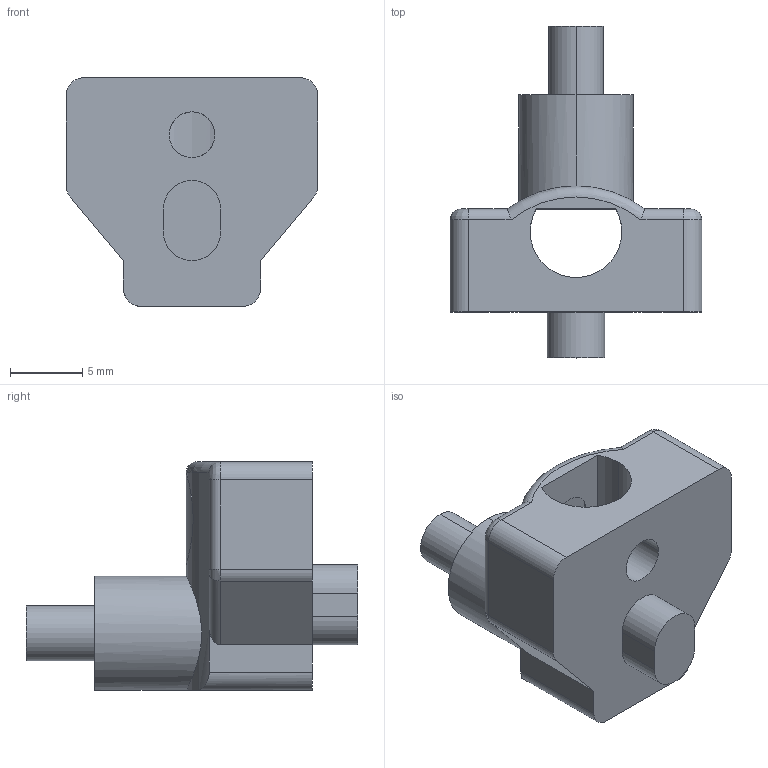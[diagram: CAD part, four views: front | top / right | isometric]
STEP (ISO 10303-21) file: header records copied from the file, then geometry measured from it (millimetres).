
FILE_DESCRIPTION(('produced by SPATIAL CORP'),'2;1');
FILE_NAME( 'wind_block.prt.hh.sat.stp','2002-04-19T13:29:29+00:00',('SPATIAL CORP'),('SPATIAL CORP'), 'ACIS STEP Husk','http://www.spatial.com','SPATIAL CORP');
FILE_SCHEMA(('CONFIG_CONTROL_DESIGN'));
Length unit declared in the file: millimetre
Products named in the file (1): PRODUCT_ID_1
Bounding box: 17.46 x 23.02 x 15.88 mm (x, y, z)
Volume: 1804 mm3; surface area: 1586.4 mm2
Topology: 2 solids, 2 shells, 50 faces, 122 edges, 76 vertices
Faces by surface type: cylinder 26, plane 17, bspline 4, cone 2, torus 1
Entity records: 1845 total; most frequent: CARTESIAN_POINT 648, ORIENTED_EDGE 236, DIRECTION 228, EDGE_CURVE 118, AXIS2_PLACEMENT_3D 84, VERTEX_POINT 74, VECTOR 60, LINE 60
